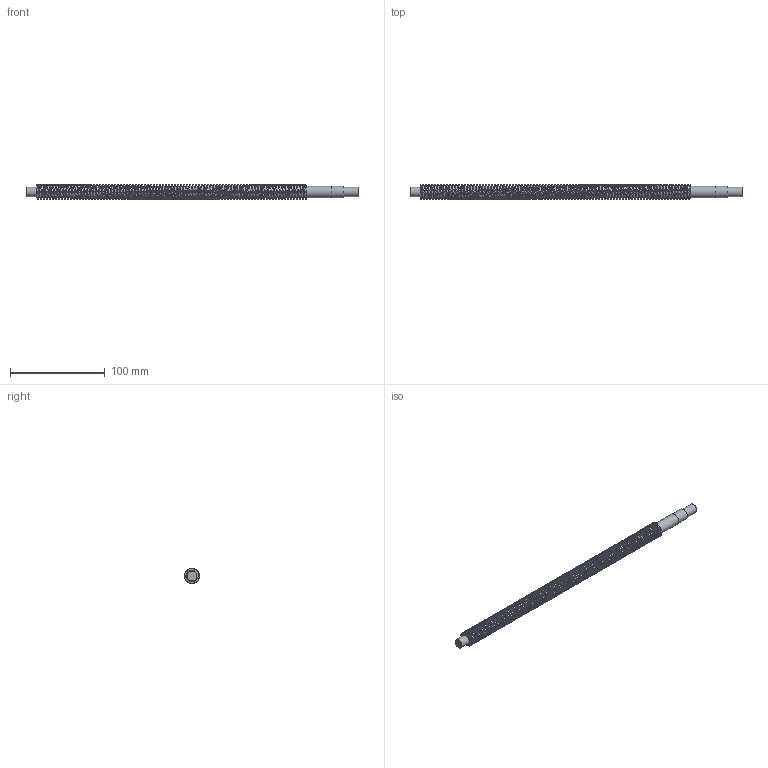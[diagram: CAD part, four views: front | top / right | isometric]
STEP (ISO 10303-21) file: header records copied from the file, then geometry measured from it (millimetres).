
FILE_DESCRIPTION(/* description */ ('','CAx-IF Rec.Pracs.---Representation and Presentation of Product Manufacturing Information (PMI)---4.0---2014-10-13'),/* implementation_level */ '2;1');
FILE_NAME(/* name */ 'Ball Screw Z-Axis v1.step',/* time_stamp */ '2025-01-07T00:32:55+05:30',/* author */ (''),/* organization */ (''),/* preprocessor_version */ 'ST-DEVELOPER v20',/* originating_system */ 'Autodesk Translation Framework v13.20.0.188',/* authorisation */ '');
FILE_SCHEMA (('AP242_MANAGED_MODEL_BASED_3D_ENGINEERING_MIM_LF { 1 0 10303 442 1 1 4 }'));
Length unit declared in the file: millimetre
Products named in the file (1): Ball Screw Z-Axis
Bounding box: 350 x 15.82 x 15.82 mm (x, y, z)
Volume: 50905.7 mm3; surface area: 26876.8 mm2
Topology: 3 solids, 3 shells, 196 faces, 564 edges, 376 vertices
Faces by surface type: cylinder 186, plane 8, bspline 2
Full cylindrical faces by diameter (mm): 10 x2, 11.908 x1, 12 x1, 12.09 x72, 15.796 x84
Entity records: 17789 total; most frequent: CARTESIAN_POINT 13334, ORIENTED_EDGE 1128, DIRECTION 600, EDGE_CURVE 564, VERTEX_POINT 376, B_SPLINE_CURVE_WITH_KNOTS 367, AXIS2_PLACEMENT_3D 208, EDGE_LOOP 198
